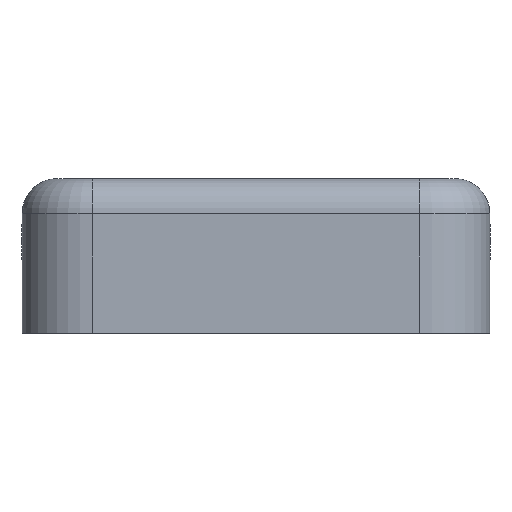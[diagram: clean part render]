
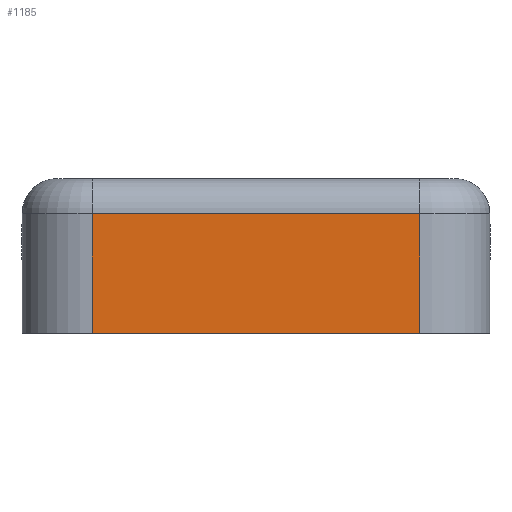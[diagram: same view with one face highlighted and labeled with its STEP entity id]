
A CAD part, left-side view. The second image highlights one B-rep face of the part: STEP entity #1185.
In plain terms, the highlighted face is planar.
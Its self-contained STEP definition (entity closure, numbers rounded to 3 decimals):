
#160=ORIENTED_EDGE('',*,*,#512,.T.);
#161=ORIENTED_EDGE('',*,*,#513,.F.);
#162=ORIENTED_EDGE('',*,*,#514,.F.);
#163=ORIENTED_EDGE('',*,*,#515,.T.);
#512=EDGE_CURVE('',#688,#689,#804,.T.);
#513=EDGE_CURVE('',#690,#689,#805,.T.);
#514=EDGE_CURVE('',#691,#690,#806,.T.);
#515=EDGE_CURVE('',#691,#688,#807,.T.);
#688=VERTEX_POINT('',#1836);
#689=VERTEX_POINT('',#1837);
#690=VERTEX_POINT('',#1839);
#691=VERTEX_POINT('',#1841);
#804=LINE('',#1835,#892);
#805=LINE('',#1838,#893);
#806=LINE('',#1840,#894);
#807=LINE('',#1842,#895);
#892=VECTOR('',#1431,1000.);
#893=VECTOR('',#1432,1000.);
#894=VECTOR('',#1433,1000.);
#895=VECTOR('',#1434,1000.);
#980=EDGE_LOOP('',(#160,#161,#162,#163));
#1072=FACE_BOUND('',#980,.T.);
#1164=PLANE('',#1269);
#1185=ADVANCED_FACE('',(#1072),#1164,.T.);
#1269=AXIS2_PLACEMENT_3D('',#1834,#1429,#1430);
#1429=DIRECTION('',(0.,0.,-1.));
#1430=DIRECTION('',(0.,-1.,0.));
#1431=DIRECTION('',(-1.,0.,0.));
#1432=DIRECTION('',(0.,-1.,0.));
#1433=DIRECTION('',(-1.,0.,0.));
#1434=DIRECTION('',(0.,-1.,0.));
#1834=CARTESIAN_POINT('',(4.65,0.,-16.65));
#1835=CARTESIAN_POINT('',(4.65,-4.4,-16.65));
#1836=CARTESIAN_POINT('',(4.65,-4.4,-16.65));
#1837=CARTESIAN_POINT('',(-4.65,-4.4,-16.65));
#1838=CARTESIAN_POINT('',(-4.65,0.,-16.65));
#1839=CARTESIAN_POINT('',(-4.65,-1.,-16.65));
#1840=CARTESIAN_POINT('',(4.65,-1.,-16.65));
#1841=CARTESIAN_POINT('',(4.65,-1.,-16.65));
#1842=CARTESIAN_POINT('',(4.65,0.,-16.65));
